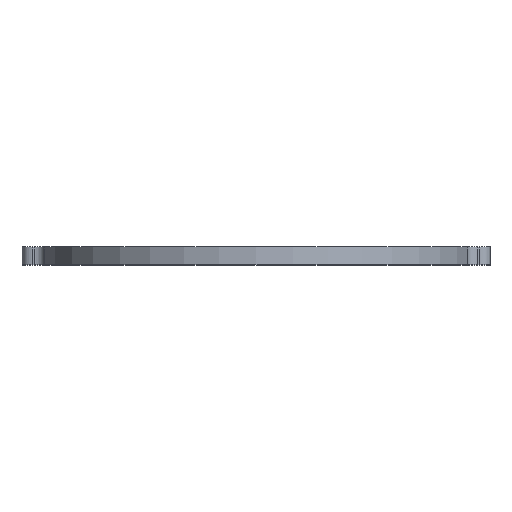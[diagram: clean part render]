
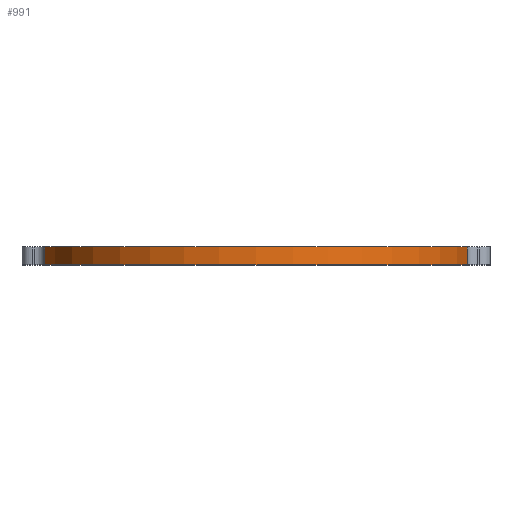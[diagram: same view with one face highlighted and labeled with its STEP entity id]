
A CAD part, top view. The second image highlights one B-rep face of the part: STEP entity #991.
In plain terms, the highlighted cylindrical face has radius 60 mm (diameter 120 mm), a partial arc.
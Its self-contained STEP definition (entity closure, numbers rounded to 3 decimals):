
#15 = AXIS2_PLACEMENT_3D ( 'NONE', #237, #1101, #220 ) ;
#87 = DIRECTION ( 'NONE',  ( 0., -1., 0. ) ) ;
#106 = ORIENTED_EDGE ( 'NONE', *, *, #411, .T. ) ;
#111 = VERTEX_POINT ( 'NONE', #831 ) ;
#129 = VERTEX_POINT ( 'NONE', #234 ) ;
#150 = DIRECTION ( 'NONE',  ( 0., 1., 0. ) ) ;
#156 = CARTESIAN_POINT ( 'NONE',  ( -58.709, 5., 12.381 ) ) ;
#184 = LINE ( 'NONE', #966, #622 ) ;
#220 = DIRECTION ( 'NONE',  ( 0., 0., -1. ) ) ;
#226 = EDGE_CURVE ( 'NONE', #341, #129, #298, .T. ) ;
#234 = CARTESIAN_POINT ( 'NONE',  ( 58.709, 5., 12.381 ) ) ;
#237 = CARTESIAN_POINT ( 'NONE',  ( 0., 5., 0. ) ) ;
#265 = EDGE_CURVE ( 'NONE', #415, #111, #277, .T. ) ;
#276 = CARTESIAN_POINT ( 'NONE',  ( -58.709, 0., 12.381 ) ) ;
#277 = CIRCLE ( 'NONE', #342, 60. ) ;
#298 = CIRCLE ( 'NONE', #995, 60. ) ;
#315 = FACE_OUTER_BOUND ( 'NONE', #906, .T. ) ;
#336 = ORIENTED_EDGE ( 'NONE', *, *, #265, .T. ) ;
#341 = VERTEX_POINT ( 'NONE', #156 ) ;
#342 = AXIS2_PLACEMENT_3D ( 'NONE', #376, #150, #1147 ) ;
#376 = CARTESIAN_POINT ( 'NONE',  ( 0., 0., 0. ) ) ;
#377 = LINE ( 'NONE', #572, #1209 ) ;
#411 = EDGE_CURVE ( 'NONE', #341, #415, #184, .T. ) ;
#415 = VERTEX_POINT ( 'NONE', #276 ) ;
#505 = ORIENTED_EDGE ( 'NONE', *, *, #226, .F. ) ;
#542 = ORIENTED_EDGE ( 'NONE', *, *, #1035, .T. ) ;
#572 = CARTESIAN_POINT ( 'NONE',  ( 58.709, 5., 12.381 ) ) ;
#622 = VECTOR ( 'NONE', #87, 1000. ) ;
#635 = CARTESIAN_POINT ( 'NONE',  ( 0., 5., 0. ) ) ;
#645 = DIRECTION ( 'NONE',  ( 0., 1., 0. ) ) ;
#831 = CARTESIAN_POINT ( 'NONE',  ( 58.709, 0., 12.381 ) ) ;
#906 = EDGE_LOOP ( 'NONE', ( #505, #106, #336, #542 ) ) ;
#917 = CYLINDRICAL_SURFACE ( 'NONE', #15, 60. ) ;
#966 = CARTESIAN_POINT ( 'NONE',  ( -58.709, 5., 12.381 ) ) ;
#991 = ADVANCED_FACE ( 'NONE', ( #315 ), #917, .T. ) ;
#995 = AXIS2_PLACEMENT_3D ( 'NONE', #635, #1025, #996 ) ;
#996 = DIRECTION ( 'NONE',  ( 0., 0., 1. ) ) ;
#1025 = DIRECTION ( 'NONE',  ( 0., 1., 0. ) ) ;
#1035 = EDGE_CURVE ( 'NONE', #111, #129, #377, .T. ) ;
#1101 = DIRECTION ( 'NONE',  ( 0., -1., 0. ) ) ;
#1147 = DIRECTION ( 'NONE',  ( 0., 0., 1. ) ) ;
#1209 = VECTOR ( 'NONE', #645, 1000. ) ;
